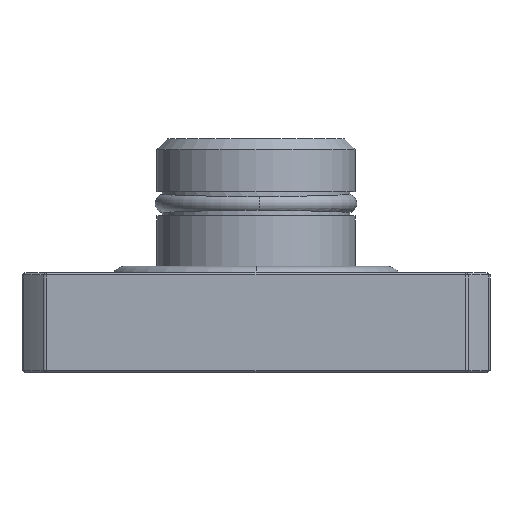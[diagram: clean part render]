
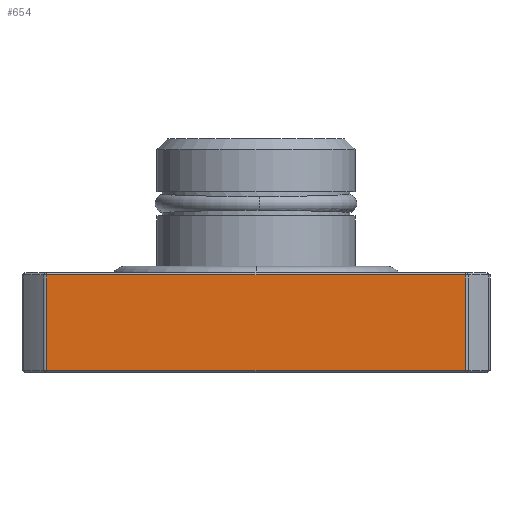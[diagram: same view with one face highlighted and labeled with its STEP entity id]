
A CAD part, front view. The second image highlights one B-rep face of the part: STEP entity #654.
In plain terms, the highlighted planar face has unit normal (0, -1, 0).
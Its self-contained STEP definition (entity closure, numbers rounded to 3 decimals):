
#127 = CARTESIAN_POINT ( 'NONE',  ( -19.799, -21.806, 42.6 ) ) ;
#213 = FACE_OUTER_BOUND ( 'NONE', #607, .T. ) ;
#259 = LINE ( 'NONE', #2671, #1248 ) ;
#329 = CARTESIAN_POINT ( 'NONE',  ( -19.799, -21.806, 33.5 ) ) ;
#362 = EDGE_CURVE ( 'NONE', #2359, #1090, #539, .T. ) ;
#372 = VERTEX_POINT ( 'NONE', #2069 ) ;
#539 = LINE ( 'NONE', #1635, #1699 ) ;
#607 = EDGE_LOOP ( 'NONE', ( #2346, #1638, #681, #1668 ) ) ;
#654 = ADVANCED_FACE ( 'NONE', ( #213 ), #1741, .T. ) ;
#677 = DIRECTION ( 'NONE',  ( 0., -1., 0. ) ) ;
#681 = ORIENTED_EDGE ( 'NONE', *, *, #1868, .T. ) ;
#749 = DIRECTION ( 'NONE',  ( -1., 0., 0. ) ) ;
#826 = CARTESIAN_POINT ( 'NONE',  ( 19.874, -21.806, 42.8 ) ) ;
#1085 = VECTOR ( 'NONE', #2780, 1000. ) ;
#1090 = VERTEX_POINT ( 'NONE', #127 ) ;
#1248 = VECTOR ( 'NONE', #2659, 1000. ) ;
#1249 = LINE ( 'NONE', #2766, #1085 ) ;
#1356 = EDGE_CURVE ( 'NONE', #1090, #1801, #259, .T. ) ;
#1635 = CARTESIAN_POINT ( 'NONE',  ( -19.799, -21.806, 42.6 ) ) ;
#1638 = ORIENTED_EDGE ( 'NONE', *, *, #1787, .T. ) ;
#1668 = ORIENTED_EDGE ( 'NONE', *, *, #362, .T. ) ;
#1699 = VECTOR ( 'NONE', #749, 1000. ) ;
#1716 = CARTESIAN_POINT ( 'NONE',  ( 19.874, -21.806, 42.6 ) ) ;
#1722 = VECTOR ( 'NONE', #1947, 1000. ) ;
#1741 = PLANE ( 'NONE',  #2171 ) ;
#1787 = EDGE_CURVE ( 'NONE', #1801, #372, #1249, .T. ) ;
#1801 = VERTEX_POINT ( 'NONE', #329 ) ;
#1868 = EDGE_CURVE ( 'NONE', #372, #2359, #2135, .T. ) ;
#1947 = DIRECTION ( 'NONE',  ( 0., 0., 1. ) ) ;
#1983 = DIRECTION ( 'NONE',  ( 0., 0., -1. ) ) ;
#2069 = CARTESIAN_POINT ( 'NONE',  ( 19.874, -21.806, 33.5 ) ) ;
#2135 = LINE ( 'NONE', #826, #1722 ) ;
#2171 = AXIS2_PLACEMENT_3D ( 'NONE', #2631, #677, #1983 ) ;
#2346 = ORIENTED_EDGE ( 'NONE', *, *, #1356, .T. ) ;
#2359 = VERTEX_POINT ( 'NONE', #1716 ) ;
#2631 = CARTESIAN_POINT ( 'NONE',  ( 20.067, -21.806, 42.8 ) ) ;
#2659 = DIRECTION ( 'NONE',  ( 0., 0., -1. ) ) ;
#2671 = CARTESIAN_POINT ( 'NONE',  ( -19.799, -21.806, 42.8 ) ) ;
#2766 = CARTESIAN_POINT ( 'NONE',  ( 20.067, -21.806, 33.5 ) ) ;
#2780 = DIRECTION ( 'NONE',  ( 1., 0., 0. ) ) ;
